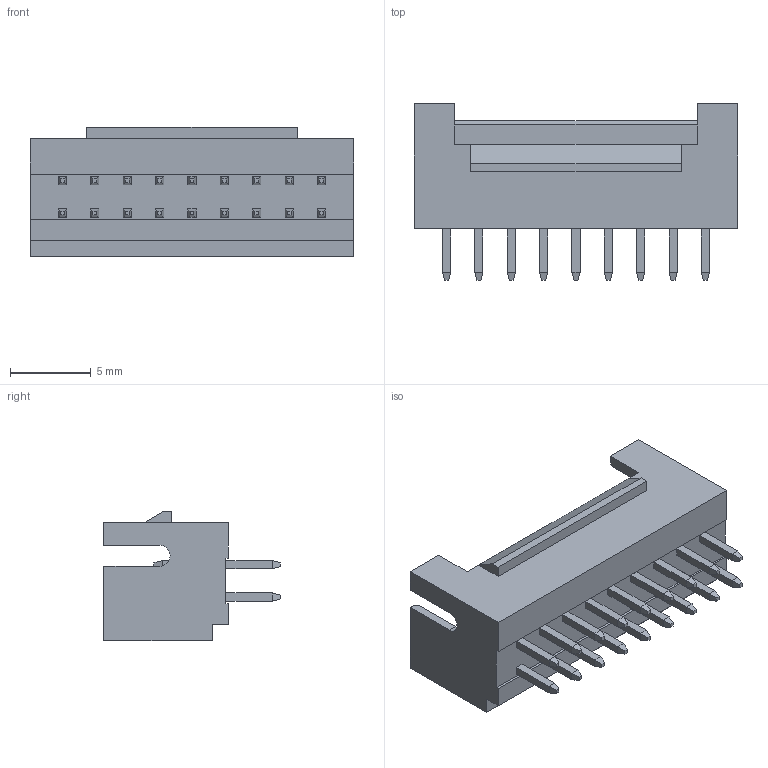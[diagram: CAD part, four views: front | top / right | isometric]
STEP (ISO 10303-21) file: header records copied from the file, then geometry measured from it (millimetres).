
FILE_DESCRIPTION((''),'2;1');
FILE_NAME('FWF20012-18P_ASM','2025-11-21T',('工程三'),(''),'PRO/ENGINEER BY PARAMETRIC TECHNOLOGY CORPORATION, 2010280','PRO/ENGINEER BY PARAMETRIC TECHNOLOGY CORPORATION, 2010280','');
FILE_SCHEMA(('CONFIG_CONTROL_DESIGN'));
Length unit declared in the file: millimetre
Products named in the file (1): FWF20012-18P_ASM
Bounding box: 20 x 10.9 x 8 mm (x, y, z)
Volume: 430.3 mm3; surface area: 1112.2 mm2
Topology: 1 solids, 1 shells, 375 faces, 859 edges, 522 vertices
Faces by surface type: plane 373, cylinder 2
Entity records: 10179 total; most frequent: CARTESIAN_POINT 1756, ORIENTED_EDGE 1718, DIRECTION 1613, EDGE_CURVE 859, VECTOR 855, LINE 855, VERTEX_POINT 522, EDGE_LOOP 411
